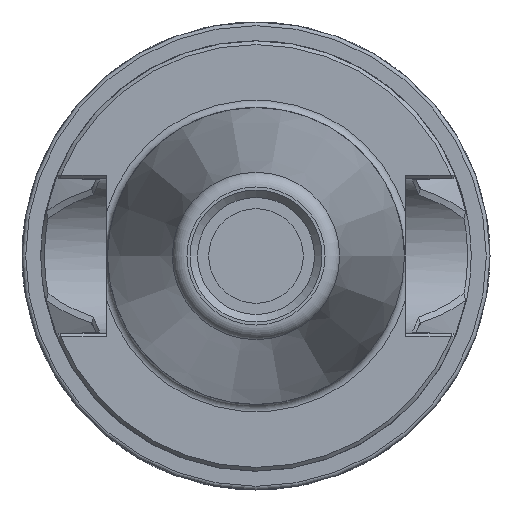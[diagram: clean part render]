
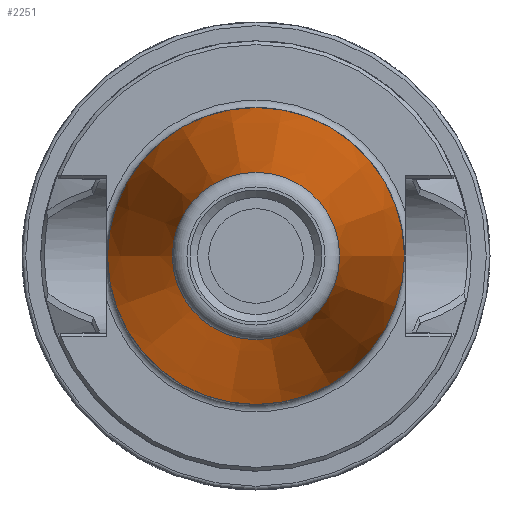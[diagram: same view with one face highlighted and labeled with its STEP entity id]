
A CAD part, left-side view. The second image highlights one B-rep face of the part: STEP entity #2251.
In plain terms, the highlighted conical face has half-angle 8.374 degrees and reference radius 12.312 mm.
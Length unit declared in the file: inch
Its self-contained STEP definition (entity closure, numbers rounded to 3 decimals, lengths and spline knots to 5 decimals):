
#31=CONICAL_SURFACE('',#2407,0.48474,8.374);
#54=FACE_BOUND('',#510,.T.);
#86=CIRCLE('',#2395,0.625);
#91=CIRCLE('',#2406,0.35235);
#367=FACE_OUTER_BOUND('',#509,.T.);
#509=EDGE_LOOP('',(#1644));
#510=EDGE_LOOP('',(#1645));
#908=VERTEX_POINT('',#3779);
#913=VERTEX_POINT('',#3795);
#1179=EDGE_CURVE('',#908,#908,#86,.T.);
#1184=EDGE_CURVE('',#913,#913,#91,.T.);
#1644=ORIENTED_EDGE('',*,*,#1179,.T.);
#1645=ORIENTED_EDGE('',*,*,#1184,.F.);
#2251=ADVANCED_FACE('',(#367,#54),#31,.T.);
#2395=AXIS2_PLACEMENT_3D('',#3780,#2691,#2692);
#2406=AXIS2_PLACEMENT_3D('',#3796,#2713,#2714);
#2407=AXIS2_PLACEMENT_3D('',#3797,#2715,#2716);
#2691=DIRECTION('center_axis',(-1.,0.,0.));
#2692=DIRECTION('ref_axis',(0.,0.,1.));
#2713=DIRECTION('center_axis',(-1.,0.,0.));
#2714=DIRECTION('ref_axis',(0.,1.,0.));
#2715=DIRECTION('center_axis',(1.,0.,0.));
#2716=DIRECTION('ref_axis',(0.,-1.,0.));
#3779=CARTESIAN_POINT('',(1.90551,-0.625,0.));
#3780=CARTESIAN_POINT('Origin',(1.90551,0.,0.));
#3795=CARTESIAN_POINT('',(0.0534,-0.35235,0.));
#3796=CARTESIAN_POINT('Origin',(0.0534,0.,0.));
#3797=CARTESIAN_POINT('Origin',(0.95276,0.,0.));
